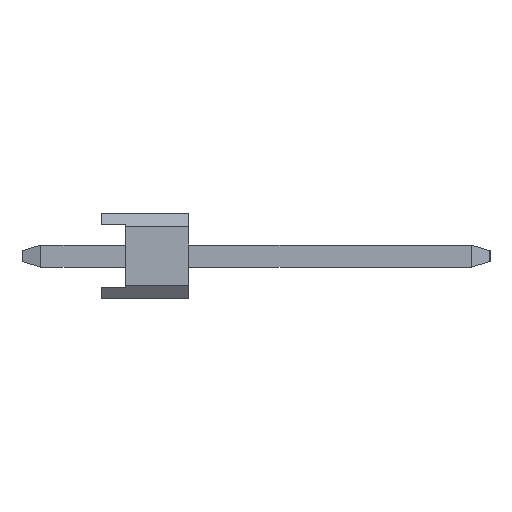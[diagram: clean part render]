
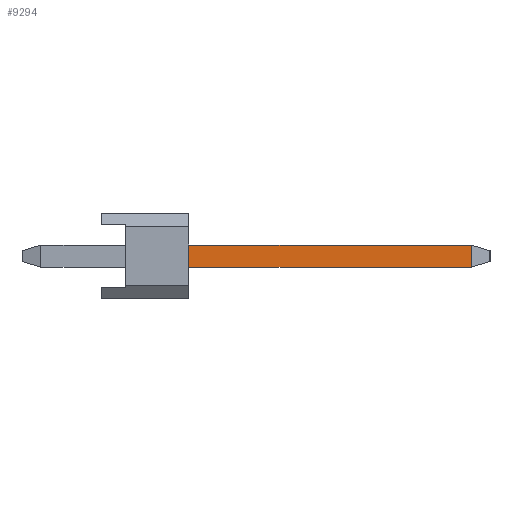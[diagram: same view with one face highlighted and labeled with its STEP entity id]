
A CAD part, left-side view. The second image highlights one B-rep face of the part: STEP entity #9294.
In plain terms, the highlighted planar face has unit normal (-1, 0, 0).
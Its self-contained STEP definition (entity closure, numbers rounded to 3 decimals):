
#6590=EDGE_CURVE('',#12458,#9980,#16889,.T.);
#7600=EDGE_CURVE('',#8746,#8666,#18005,.T.);
#8348=EDGE_CURVE('',#9980,#8746,#18829,.T.);
#8666=VERTEX_POINT('',#19171);
#8746=VERTEX_POINT('',#19256);
#9294=ADVANCED_FACE('',(#19860),#19861,.T.);
#9980=VERTEX_POINT('',#20611);
#12162=EDGE_CURVE('',#8666,#12458,#23043,.T.);
#12458=VERTEX_POINT('',#23372);
#16889=LINE('',#28837,#28838);
#18005=LINE('',#30395,#30396);
#18829=LINE('',#31607,#31608);
#19171=CARTESIAN_POINT('',(-40.96,-10.744,0.32));
#19256=CARTESIAN_POINT('',(-40.96,-2.54,0.32));
#19860=FACE_OUTER_BOUND('',#33117,.T.);
#19861=PLANE('',#33118);
#20611=CARTESIAN_POINT('',(-40.96,-2.54,-0.32));
#23043=LINE('',#37723,#37724);
#23372=CARTESIAN_POINT('',(-40.96,-10.744,-0.32));
#28837=CARTESIAN_POINT('',(-40.96,1.764,-0.32));
#28838=VECTOR('',#44178,1.0);
#30395=CARTESIAN_POINT('',(-40.96,-4.49,0.32));
#30396=VECTOR('',#45275,1.0);
#31607=CARTESIAN_POINT('',(-40.96,-2.54,0.252));
#31608=VECTOR('',#46095,1.0);
#33117=EDGE_LOOP('',(#47040,#47041,#47042,#47043));
#33118=AXIS2_PLACEMENT_3D('',#47044,#47045,#47046);
#37723=CARTESIAN_POINT('',(-40.96,-10.744,0.5));
#37724=VECTOR('',#50474,1.0);
#44178=DIRECTION('',(0.,1.0,0.));
#45275=DIRECTION('',(0.,-1.0,0.));
#46095=DIRECTION('',(0.,0.,1.0));
#47040=ORIENTED_EDGE('',*,*,#8348,.F.);
#47041=ORIENTED_EDGE('',*,*,#6590,.F.);
#47042=ORIENTED_EDGE('',*,*,#12162,.F.);
#47043=ORIENTED_EDGE('',*,*,#7600,.F.);
#47044=CARTESIAN_POINT('',(-40.96,1.764,0.5));
#47045=DIRECTION('',(-1.0,0.,0.));
#47046=DIRECTION('',(0.,1.0,0.));
#50474=DIRECTION('',(0.0,0.,-1.0));
